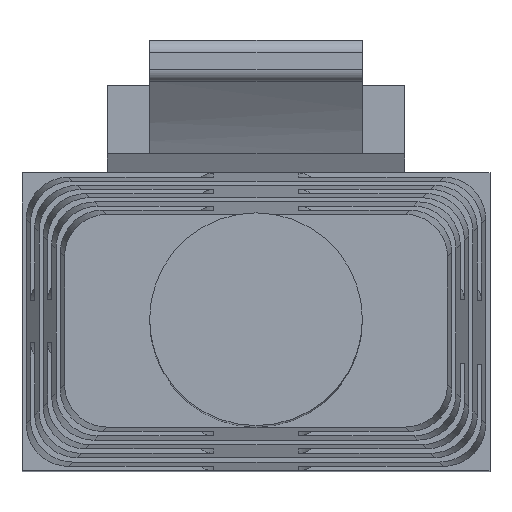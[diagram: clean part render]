
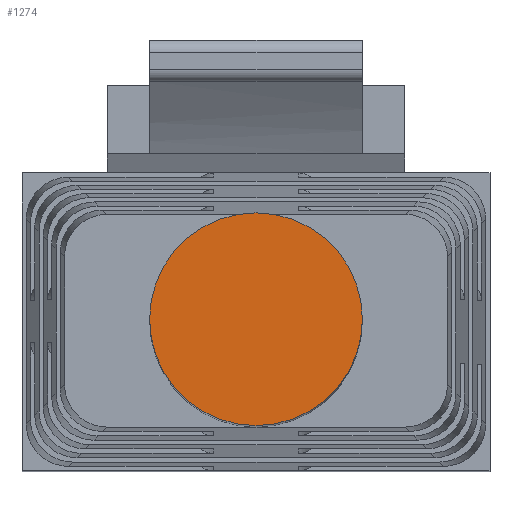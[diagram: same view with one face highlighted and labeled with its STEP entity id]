
A CAD part, top view. The second image highlights one B-rep face of the part: STEP entity #1274.
In plain terms, the highlighted planar face has unit normal (0, 0, 1).
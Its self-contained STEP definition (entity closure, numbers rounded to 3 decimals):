
#555 = CARTESIAN_POINT ( 'NONE',  ( -57.847, -21.572, 48. ) ) ;
#775 = EDGE_CURVE ( 'NONE', #3077, #6699, #7468, .T. ) ;
#1092 = CARTESIAN_POINT ( 'NONE',  ( -60.347, -21.572, 48. ) ) ;
#1103 = PLANE ( 'NONE',  #3489 ) ;
#1274 = ADVANCED_FACE ( 'NONE', ( #7193 ), #1103, .T. ) ;
#1749 = DIRECTION ( 'NONE',  ( 0., 0., -1. ) ) ;
#2136 = CARTESIAN_POINT ( 'NONE',  ( -55.347, -21.572, 48. ) ) ;
#2220 = EDGE_CURVE ( 'NONE', #6699, #3077, #5503, .T. ) ;
#2375 = DIRECTION ( 'NONE',  ( -1., 0., 0. ) ) ;
#3077 = VERTEX_POINT ( 'NONE', #2136 ) ;
#3425 = DIRECTION ( 'NONE',  ( 0., 0., -1. ) ) ;
#3462 = ORIENTED_EDGE ( 'NONE', *, *, #775, .F. ) ;
#3489 = AXIS2_PLACEMENT_3D ( 'NONE', #555, #5820, #6914 ) ;
#4911 = ORIENTED_EDGE ( 'NONE', *, *, #2220, .F. ) ;
#5503 = CIRCLE ( 'NONE', #6821, 2.5 ) ;
#5791 = CARTESIAN_POINT ( 'NONE',  ( -57.847, -21.572, 48. ) ) ;
#5820 = DIRECTION ( 'NONE',  ( 0., 0., 1. ) ) ;
#5874 = CARTESIAN_POINT ( 'NONE',  ( -57.847, -21.572, 48. ) ) ;
#6384 = DIRECTION ( 'NONE',  ( -1., 0., 0. ) ) ;
#6529 = AXIS2_PLACEMENT_3D ( 'NONE', #5791, #3425, #6384 ) ;
#6699 = VERTEX_POINT ( 'NONE', #1092 ) ;
#6821 = AXIS2_PLACEMENT_3D ( 'NONE', #5874, #1749, #2375 ) ;
#6914 = DIRECTION ( 'NONE',  ( 1., 0., 0. ) ) ;
#7193 = FACE_OUTER_BOUND ( 'NONE', #7479, .T. ) ;
#7468 = CIRCLE ( 'NONE', #6529, 2.5 ) ;
#7479 = EDGE_LOOP ( 'NONE', ( #4911, #3462 ) ) ;
